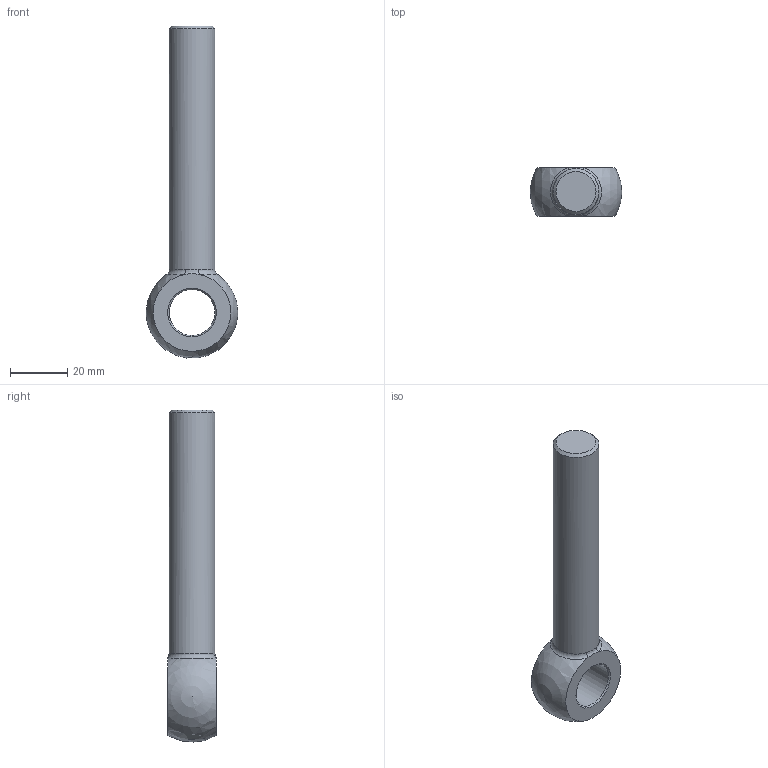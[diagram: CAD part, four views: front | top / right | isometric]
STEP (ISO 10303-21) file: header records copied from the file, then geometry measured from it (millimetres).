
FILE_DESCRIPTION (( 'STEP AP203' ), '1' );
FILE_NAME ('58375-240-16.step', '2020-01-24T08:34:57', ( '' ), ( '' ), 'SwSTEP 2.0', 'SolidWorks 2015', '' );
FILE_SCHEMA (( 'CONFIG_CONTROL_DESIGN' ));
Length unit declared in the file: millimetre
Products named in the file (2): 58375-240-16
Bounding box: 32 x 17 x 115.87 mm (x, y, z)
Volume: 26040 mm3; surface area: 7570 mm2
Topology: 1 solids, 1 shells, 271 faces, 720 edges, 478 vertices
Faces by surface type: bspline 121, plane 114, cylinder 30, cone 3, torus 2, sphere 1
Full cylindrical faces by diameter (mm): 16 x2
Entity records: 13188 total; most frequent: CARTESIAN_POINT 7151, ORIENTED_EDGE 1420, DIRECTION 858, EDGE_CURVE 710, VERTEX_POINT 474, LINE 322, VECTOR 322, EDGE_LOOP 306
